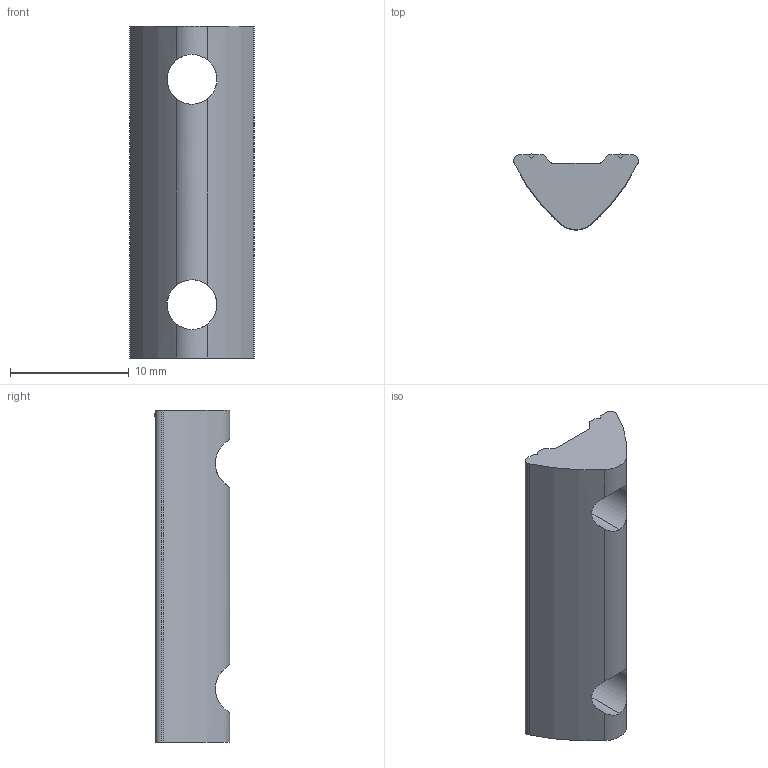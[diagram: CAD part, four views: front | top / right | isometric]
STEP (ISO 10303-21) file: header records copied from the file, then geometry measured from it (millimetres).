
FILE_DESCRIPTION (( 'STEP AP214' ), '1' );
FILE_NAME ('096235d28s01.STEP', '2016-02-21T12:20:17', ( '' ), ( '' ), 'SwSTEP 2.0', 'SolidWorks 2016', '' );
FILE_SCHEMA (( 'AUTOMOTIVE_DESIGN' ));
Length unit declared in the file: millimetre
Products named in the file (1): 096235d28s01
Bounding box: 10.5 x 6.38 x 28 mm (x, y, z)
Volume: 997.9 mm3; surface area: 933.8 mm2
Topology: 1 solids, 1 shells, 33 faces, 97 edges, 62 vertices
Faces by surface type: plane 21, cylinder 12
Entity records: 1255 total; most frequent: CARTESIAN_POINT 333, ORIENTED_EDGE 194, DIRECTION 169, EDGE_CURVE 97, VERTEX_POINT 62, VECTOR 61, LINE 61, AXIS2_PLACEMENT_3D 54
